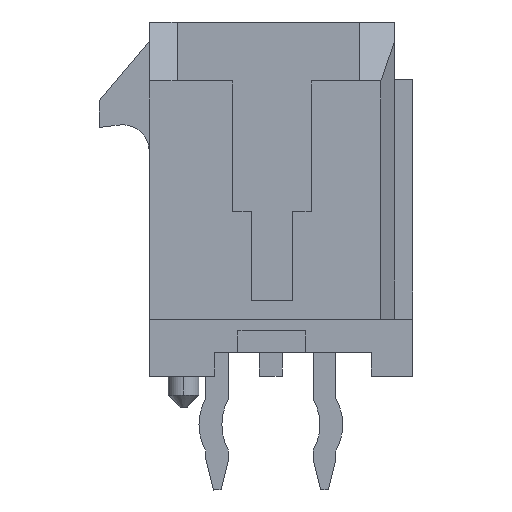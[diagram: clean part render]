
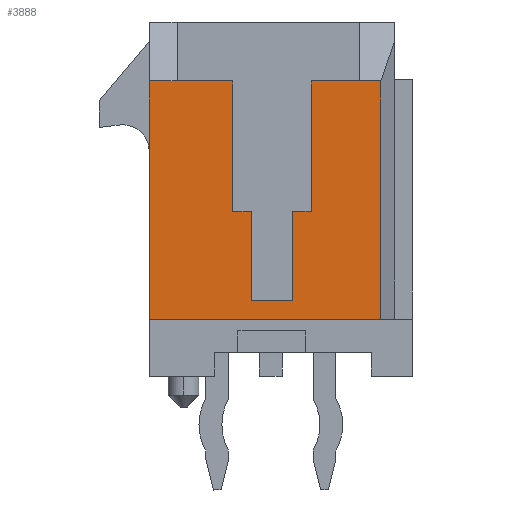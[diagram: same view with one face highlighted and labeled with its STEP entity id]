
A CAD part, left-side view. The second image highlights one B-rep face of the part: STEP entity #3888.
In plain terms, the highlighted planar face has unit normal (-1, 0, 0).
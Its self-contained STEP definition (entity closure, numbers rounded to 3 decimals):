
#90 = CARTESIAN_POINT ( 'NONE',  ( -7.825, 3.43, 3.305 ) ) ;
#336 = EDGE_CURVE ( 'NONE', #8464, #4346, #8659, .T. ) ;
#343 = CARTESIAN_POINT ( 'NONE',  ( -7.825, 0.575, -2.845 ) ) ;
#374 = CARTESIAN_POINT ( 'NONE',  ( -7.825, 0.575, -2.845 ) ) ;
#516 = PLANE ( 'NONE',  #974 ) ;
#717 = DIRECTION ( 'NONE',  ( 0., 0., 1. ) ) ;
#863 = VECTOR ( 'NONE', #9226, 1000. ) ;
#955 = VERTEX_POINT ( 'NONE', #7361 ) ;
#974 = AXIS2_PLACEMENT_3D ( 'NONE', #7653, #3143, #11126 ) ;
#1040 = VECTOR ( 'NONE', #3584, 1000. ) ;
#1103 = VERTEX_POINT ( 'NONE', #4340 ) ;
#1490 = FACE_OUTER_BOUND ( 'NONE', #9979, .T. ) ;
#1559 = ORIENTED_EDGE ( 'NONE', *, *, #5950, .F. ) ;
#1570 = LINE ( 'NONE', #8535, #3980 ) ;
#1634 = CARTESIAN_POINT ( 'NONE',  ( -7.825, -0.575, -2.845 ) ) ;
#1657 = VERTEX_POINT ( 'NONE', #9624 ) ;
#1671 = LINE ( 'NONE', #7770, #8649 ) ;
#1858 = ORIENTED_EDGE ( 'NONE', *, *, #5764, .T. ) ;
#1879 = DIRECTION ( 'NONE',  ( 0., 1., 0. ) ) ;
#1928 = VECTOR ( 'NONE', #3238, 1000. ) ;
#2019 = DIRECTION ( 'NONE',  ( 0., 0., 1. ) ) ;
#2027 = VERTEX_POINT ( 'NONE', #4419 ) ;
#2063 = VERTEX_POINT ( 'NONE', #9718 ) ;
#2163 = CARTESIAN_POINT ( 'NONE',  ( -7.825, -3.05, -3.355 ) ) ;
#2197 = DIRECTION ( 'NONE',  ( 0., 1., 0. ) ) ;
#2368 = VERTEX_POINT ( 'NONE', #343 ) ;
#2381 = LINE ( 'NONE', #1634, #863 ) ;
#2438 = EDGE_CURVE ( 'NONE', #9425, #955, #1671, .T. ) ;
#2555 = CARTESIAN_POINT ( 'NONE',  ( -7.825, -3.05, -3.355 ) ) ;
#2564 = LINE ( 'NONE', #8827, #1040 ) ;
#2813 = CARTESIAN_POINT ( 'NONE',  ( -7.825, -1.1, -0.345 ) ) ;
#2915 = VERTEX_POINT ( 'NONE', #4885 ) ;
#2959 = DIRECTION ( 'NONE',  ( 0., 1., 0. ) ) ;
#3143 = DIRECTION ( 'NONE',  ( -1., 0., 0. ) ) ;
#3238 = DIRECTION ( 'NONE',  ( 0., 1., 0. ) ) ;
#3247 = ORIENTED_EDGE ( 'NONE', *, *, #6401, .T. ) ;
#3434 = CARTESIAN_POINT ( 'NONE',  ( -7.825, 1.1, 3.305 ) ) ;
#3576 = VECTOR ( 'NONE', #2959, 1000. ) ;
#3584 = DIRECTION ( 'NONE',  ( 0., 0., -1. ) ) ;
#3888 = ADVANCED_FACE ( 'NONE', ( #1490 ), #516, .T. ) ;
#3980 = VECTOR ( 'NONE', #717, 1000. ) ;
#4340 = CARTESIAN_POINT ( 'NONE',  ( -7.825, -1.1, -0.345 ) ) ;
#4346 = VERTEX_POINT ( 'NONE', #4396 ) ;
#4396 = CARTESIAN_POINT ( 'NONE',  ( -7.825, 2.65, 3.305 ) ) ;
#4419 = CARTESIAN_POINT ( 'NONE',  ( -7.825, -3.05, 3.305 ) ) ;
#4563 = ORIENTED_EDGE ( 'NONE', *, *, #6294, .T. ) ;
#4654 = CARTESIAN_POINT ( 'NONE',  ( -7.825, -0.575, -0.345 ) ) ;
#4655 = VERTEX_POINT ( 'NONE', #2555 ) ;
#4713 = LINE ( 'NONE', #4654, #9095 ) ;
#4885 = CARTESIAN_POINT ( 'NONE',  ( -7.825, 3.43, -3.355 ) ) ;
#4993 = ORIENTED_EDGE ( 'NONE', *, *, #5685, .F. ) ;
#5283 = ORIENTED_EDGE ( 'NONE', *, *, #336, .T. ) ;
#5290 = DIRECTION ( 'NONE',  ( 0., -1., 0. ) ) ;
#5519 = DIRECTION ( 'NONE',  ( 0., -1., 0. ) ) ;
#5670 = CARTESIAN_POINT ( 'NONE',  ( -7.825, 0.575, -0.345 ) ) ;
#5685 = EDGE_CURVE ( 'NONE', #4655, #2915, #6661, .T. ) ;
#5720 = LINE ( 'NONE', #5670, #7964 ) ;
#5764 = EDGE_CURVE ( 'NONE', #9053, #1657, #11281, .T. ) ;
#5950 = EDGE_CURVE ( 'NONE', #9053, #2027, #6083, .T. ) ;
#6042 = DIRECTION ( 'NONE',  ( 0., 1., 0. ) ) ;
#6070 = LINE ( 'NONE', #2813, #9771 ) ;
#6083 = LINE ( 'NONE', #7114, #8680 ) ;
#6294 = EDGE_CURVE ( 'NONE', #1657, #1103, #6070, .T. ) ;
#6401 = EDGE_CURVE ( 'NONE', #2368, #9425, #5720, .T. ) ;
#6661 = LINE ( 'NONE', #2163, #3576 ) ;
#6955 = ORIENTED_EDGE ( 'NONE', *, *, #7453, .F. ) ;
#7114 = CARTESIAN_POINT ( 'NONE',  ( -7.825, -2.45, 3.305 ) ) ;
#7166 = EDGE_CURVE ( 'NONE', #2063, #4346, #9855, .T. ) ;
#7361 = CARTESIAN_POINT ( 'NONE',  ( -7.825, 1.1, -0.345 ) ) ;
#7451 = VECTOR ( 'NONE', #9156, 1000. ) ;
#7453 = EDGE_CURVE ( 'NONE', #2915, #2063, #1570, .T. ) ;
#7653 = CARTESIAN_POINT ( 'NONE',  ( -7.825, -3.05, -3.355 ) ) ;
#7770 = CARTESIAN_POINT ( 'NONE',  ( -7.825, 1.1, -0.345 ) ) ;
#7843 = DIRECTION ( 'NONE',  ( 0., 0., -1. ) ) ;
#7929 = EDGE_CURVE ( 'NONE', #8464, #955, #8913, .T. ) ;
#7964 = VECTOR ( 'NONE', #2019, 1000. ) ;
#8027 = ORIENTED_EDGE ( 'NONE', *, *, #7929, .F. ) ;
#8058 = CARTESIAN_POINT ( 'NONE',  ( -7.825, 1.1, 3.305 ) ) ;
#8173 = CARTESIAN_POINT ( 'NONE',  ( -7.825, -0.575, -2.845 ) ) ;
#8222 = ORIENTED_EDGE ( 'NONE', *, *, #2438, .T. ) ;
#8416 = VERTEX_POINT ( 'NONE', #8173 ) ;
#8434 = CARTESIAN_POINT ( 'NONE',  ( -7.825, -1.1, 3.305 ) ) ;
#8464 = VERTEX_POINT ( 'NONE', #3434 ) ;
#8522 = VECTOR ( 'NONE', #5519, 1000. ) ;
#8535 = CARTESIAN_POINT ( 'NONE',  ( -7.825, 3.43, -3.355 ) ) ;
#8595 = CARTESIAN_POINT ( 'NONE',  ( -7.825, 0.575, -0.345 ) ) ;
#8618 = ORIENTED_EDGE ( 'NONE', *, *, #9049, .F. ) ;
#8649 = VECTOR ( 'NONE', #1879, 1000. ) ;
#8659 = LINE ( 'NONE', #9572, #10404 ) ;
#8660 = ORIENTED_EDGE ( 'NONE', *, *, #9374, .T. ) ;
#8661 = CARTESIAN_POINT ( 'NONE',  ( -7.825, -2.45, 3.305 ) ) ;
#8662 = ORIENTED_EDGE ( 'NONE', *, *, #10707, .T. ) ;
#8680 = VECTOR ( 'NONE', #5290, 1000. ) ;
#8799 = VERTEX_POINT ( 'NONE', #10787 ) ;
#8827 = CARTESIAN_POINT ( 'NONE',  ( -7.825, -3.05, 3.305 ) ) ;
#8913 = LINE ( 'NONE', #8058, #11080 ) ;
#9049 = EDGE_CURVE ( 'NONE', #2027, #4655, #2564, .T. ) ;
#9053 = VERTEX_POINT ( 'NONE', #8661 ) ;
#9095 = VECTOR ( 'NONE', #2197, 1000. ) ;
#9156 = DIRECTION ( 'NONE',  ( 0., 1., 0. ) ) ;
#9226 = DIRECTION ( 'NONE',  ( 0., 0., -1. ) ) ;
#9374 = EDGE_CURVE ( 'NONE', #8799, #8416, #2381, .T. ) ;
#9425 = VERTEX_POINT ( 'NONE', #8595 ) ;
#9572 = CARTESIAN_POINT ( 'NONE',  ( -7.825, 2.65, 3.305 ) ) ;
#9624 = CARTESIAN_POINT ( 'NONE',  ( -7.825, -1.1, 3.305 ) ) ;
#9657 = DIRECTION ( 'NONE',  ( 0., 0., -1. ) ) ;
#9718 = CARTESIAN_POINT ( 'NONE',  ( -7.825, 3.43, 3.305 ) ) ;
#9771 = VECTOR ( 'NONE', #7843, 1000. ) ;
#9855 = LINE ( 'NONE', #90, #8522 ) ;
#9979 = EDGE_LOOP ( 'NONE', ( #8662, #8660, #10223, #3247, #8222, #8027, #5283, #11289, #6955, #4993, #8618, #1559, #1858, #4563 ) ) ;
#10223 = ORIENTED_EDGE ( 'NONE', *, *, #10792, .T. ) ;
#10404 = VECTOR ( 'NONE', #6042, 1000. ) ;
#10707 = EDGE_CURVE ( 'NONE', #1103, #8799, #4713, .T. ) ;
#10787 = CARTESIAN_POINT ( 'NONE',  ( -7.825, -0.575, -0.345 ) ) ;
#10792 = EDGE_CURVE ( 'NONE', #8416, #2368, #10812, .T. ) ;
#10812 = LINE ( 'NONE', #374, #7451 ) ;
#11080 = VECTOR ( 'NONE', #9657, 1000. ) ;
#11126 = DIRECTION ( 'NONE',  ( 0., 0., 1. ) ) ;
#11281 = LINE ( 'NONE', #8434, #1928 ) ;
#11289 = ORIENTED_EDGE ( 'NONE', *, *, #7166, .F. ) ;
